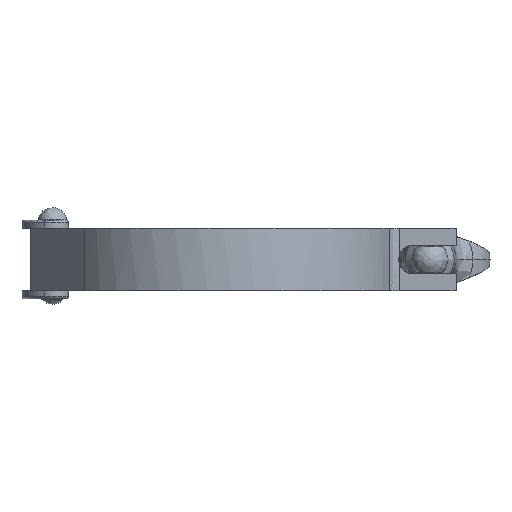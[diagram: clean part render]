
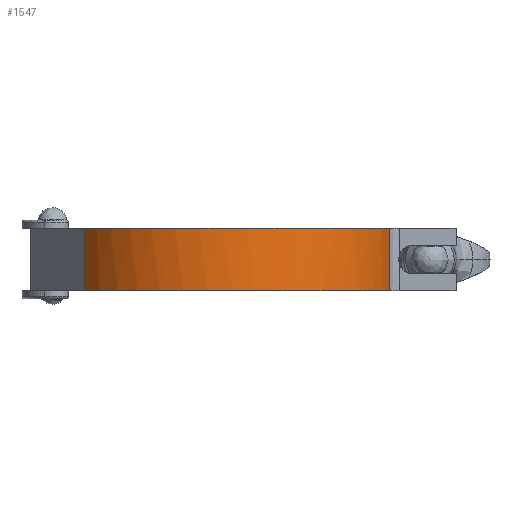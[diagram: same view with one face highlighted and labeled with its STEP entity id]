
A CAD part, front view. The second image highlights one B-rep face of the part: STEP entity #1547.
In plain terms, the highlighted free-form (B-spline) face has degree [2, 1] with [5, 2] control points.
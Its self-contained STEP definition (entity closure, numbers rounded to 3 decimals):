
#1448=CARTESIAN_POINT('V80',(49.72,-16.464,
   0.0));
#1449=VERTEX_POINT('V80',#1448);
#1463=CARTESIAN_POINT('V103',(49.72,-16.464,
   -19.05));
#1464=VERTEX_POINT('V103',#1463);
#1465=CARTESIAN_POINT('E141',(49.72,-16.464,
   -19.05));
#1466=CARTESIAN_POINT('E141',(49.72,-16.464,
   0.0));
#1467=QUASI_UNIFORM_CURVE('E141',1,(#1465,#1466),.POLYLINE_FORM.,.F.,
   .U.);
#1468=EDGE_CURVE('E141',#1464,#1449,#1467,.T.);
#1487=CARTESIAN_POINT('F43',(49.72,-16.464,
   0.0));
#1488=CARTESIAN_POINT('F43',(39.563,-47.135,
   0.0));
#1489=CARTESIAN_POINT('F43',(7.596,-51.821,
   0.0));
#1490=CARTESIAN_POINT('F43',(-24.371,-56.507,
   0.0));
#1491=CARTESIAN_POINT('F43',(-42.903,-30.041,
   0.0));
#1492=CARTESIAN_POINT('F43',(49.72,-16.464,
   -19.05));
#1493=CARTESIAN_POINT('F43',(39.563,-47.135,
   -19.05));
#1494=CARTESIAN_POINT('F43',(7.596,-51.821,
   -19.05));
#1495=CARTESIAN_POINT('F43',(-24.371,-56.507,
   -19.05));
#1496=CARTESIAN_POINT('F43',(-42.903,-30.041,
   -19.05));
#1504=(BOUNDED_SURFACE()B_SPLINE_SURFACE(2,1,((#1487,#1492),(
   #1488,#1493),(#1489,#1494),(#1490,#1495),(#1491,#1496)),
   .CYLINDRICAL_SURF.,.F.,.F.,.U.)B_SPLINE_SURFACE_WITH_KNOTS((3,2,
   3),(2,2),(0.0,3.392,6.784),(0.0,1.0),
   .UNSPECIFIED.)GEOMETRIC_REPRESENTATION_ITEM()
   RATIONAL_B_SPLINE_SURFACE(((1.0,1.0),(0.851,
   0.851),(1.0,1.0),(0.851,
   0.851),(1.0,1.0)))REPRESENTATION_ITEM('F43')SURFACE(
   ));
#1505=CARTESIAN_POINT('V79',(-42.903,-30.041,
   0.0));
#1506=VERTEX_POINT('V79',#1505);
#1507=CARTESIAN_POINT('E110',(49.72,-16.464,
   0.0));
#1508=CARTESIAN_POINT('E110',(39.563,-47.135,
   0.0));
#1509=CARTESIAN_POINT('E110',(7.596,-51.821,
   0.0));
#1510=CARTESIAN_POINT('E110',(-24.371,
   -56.507,0.0));
#1511=CARTESIAN_POINT('E110',(-42.903,
   -30.041,0.0));
#1519=(BOUNDED_CURVE()B_SPLINE_CURVE(2,(#1507,#1508,#1509,#1510,
   #1511),.CIRCULAR_ARC.,.F.,.U.)B_SPLINE_CURVE_WITH_KNOTS((3,2,3),
   (0.0,0.5,1.0),.UNSPECIFIED.)CURVE()
   GEOMETRIC_REPRESENTATION_ITEM()RATIONAL_B_SPLINE_CURVE((1.0,
   0.851,1.0,0.851,1.0))REPRESENTATION_ITEM(
   'E110'));
#1520=EDGE_CURVE('E110',#1449,#1506,#1519,.T.);
#1521=ORIENTED_EDGE('E110',*,*,#1520,.T.);
#1522=CARTESIAN_POINT('V102',(-42.903,
   -30.041,-19.05));
#1523=VERTEX_POINT('V102',#1522);
#1524=CARTESIAN_POINT('E139',(-42.903,
   -30.041,0.0));
#1525=CARTESIAN_POINT('E139',(-42.903,
   -30.041,-19.05));
#1526=QUASI_UNIFORM_CURVE('E139',1,(#1524,#1525),.POLYLINE_FORM.,.F.,
   .U.);
#1527=EDGE_CURVE('E139',#1506,#1523,#1526,.T.);
#1528=ORIENTED_EDGE('E139',*,*,#1527,.T.);
#1529=CARTESIAN_POINT('E140',(-42.903,
   -30.041,-19.05));
#1530=CARTESIAN_POINT('E140',(-24.371,
   -56.507,-19.05));
#1531=CARTESIAN_POINT('E140',(7.596,-51.821,
   -19.05));
#1532=CARTESIAN_POINT('E140',(39.563,-47.135,
   -19.05));
#1533=CARTESIAN_POINT('E140',(49.72,-16.464,
   -19.05));
#1541=(BOUNDED_CURVE()B_SPLINE_CURVE(2,(#1529,#1530,#1531,#1532,
   #1533),.CIRCULAR_ARC.,.F.,.U.)B_SPLINE_CURVE_WITH_KNOTS((3,2,3),
   (0.0,0.5,1.0),.UNSPECIFIED.)CURVE()
   GEOMETRIC_REPRESENTATION_ITEM()RATIONAL_B_SPLINE_CURVE((1.0,
   0.851,1.0,0.851,1.0))REPRESENTATION_ITEM(
   'E140'));
#1542=EDGE_CURVE('E140',#1523,#1464,#1541,.T.);
#1543=ORIENTED_EDGE('E140',*,*,#1542,.T.);
#1544=ORIENTED_EDGE('E141',*,*,#1468,.T.);
#1545=EDGE_LOOP('F43',(#1521,#1528,#1543,#1544));
#1546=FACE_OUTER_BOUND('F43',#1545,.T.);
#1547=ADVANCED_FACE('F43',(#1546),#1504,.T.);
